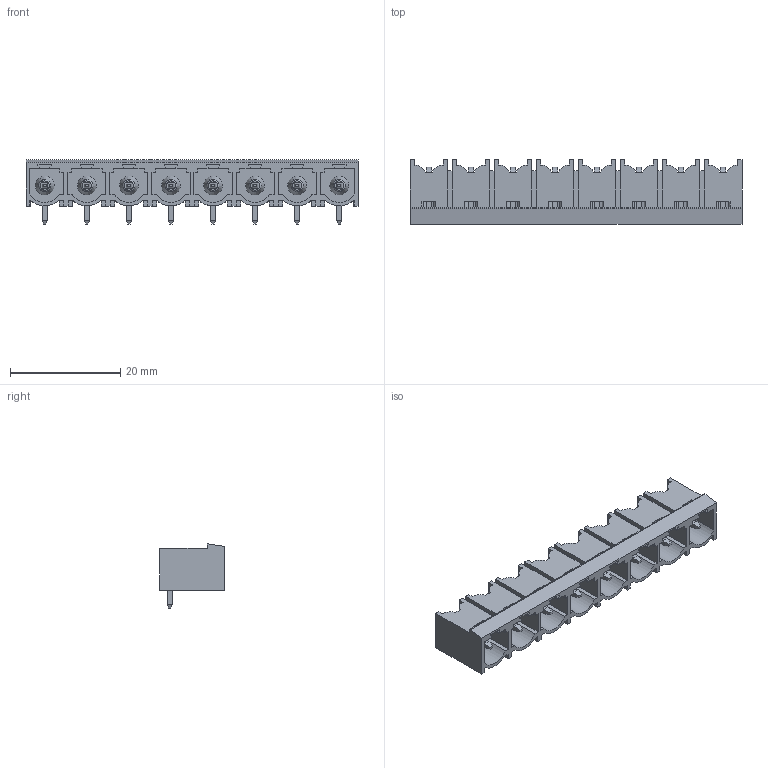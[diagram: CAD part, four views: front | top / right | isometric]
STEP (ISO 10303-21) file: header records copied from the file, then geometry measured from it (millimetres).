
FILE_DESCRIPTION(('CATIA V5 STEP Exchange','CAx-IF Rec.Pracs.--- Model Styling and Organization---1.2---2011-12-15'),'2;1');
FILE_NAME ('D1447862_0_1059510000_1059510000.stp','2018-11-14T11:46:38+00:00',('none'),('Weidmueller'),'CATIA Version 5-6 Release 2014','CATIA V5 STEP AP214','none');
FILE_SCHEMA(('AUTOMOTIVE_DESIGN { 1 0 10303 214 1 1 1 1 }'));
Length unit declared in the file: millimetre
Products named in the file (1): 1059510000
Bounding box: 60.14 x 11.75 x 11.6 mm (x, y, z)
Volume: 2149.5 mm3; surface area: 5517.8 mm2
Topology: 9 solids, 9 shells, 571 faces, 1579 edges, 1026 vertices
Faces by surface type: plane 475, cylinder 64, torus 16, cone 16
Entity records: 16206 total; most frequent: ORIENTED_EDGE 3158, CARTESIAN_POINT 2977, DIRECTION 2033, EDGE_CURVE 1563, VECTOR 1307, LINE 1307, VERTEX_POINT 994, EDGE_LOOP 603
